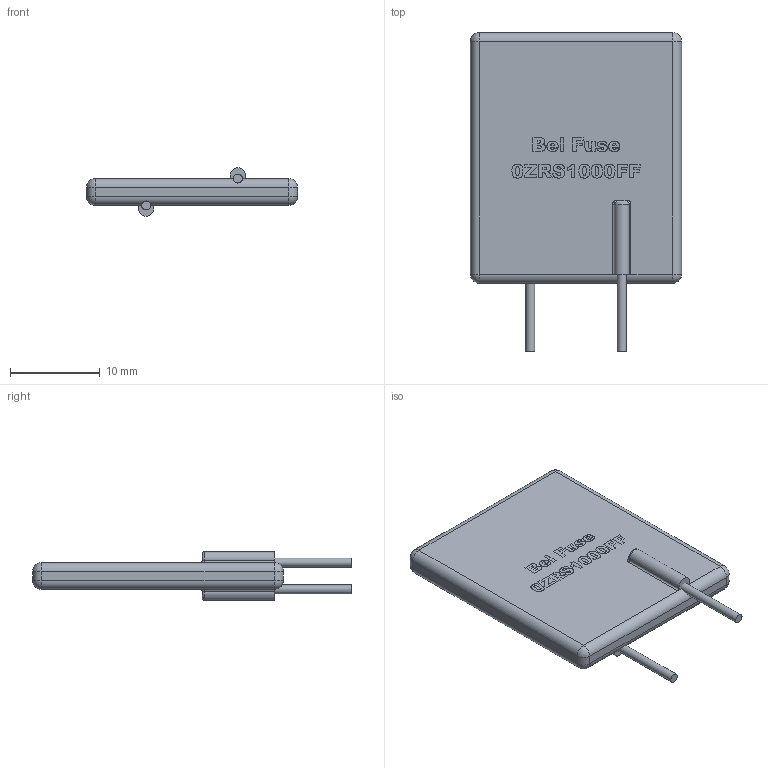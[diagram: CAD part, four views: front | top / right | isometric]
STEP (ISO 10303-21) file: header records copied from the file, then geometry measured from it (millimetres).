
FILE_DESCRIPTION(/* description */ (''),/* implementation_level */ '2;1');
FILE_NAME(/* name */ 'Bel-Fuse-0ZRS1000FF.step',/* time_stamp */ '2021-03-14T15:13:15-06:00',/* author */ (''),/* organization */ (''),/* preprocessor_version */ 'ST-DEVELOPER v18.1',/* originating_system */ 'Autodesk Translation Framework v9.7.0.1280',/* authorisation */ '');
FILE_SCHEMA (('AUTOMOTIVE_DESIGN { 1 0 10303 214 3 1 1 }'));
Length unit declared in the file: millimetre
Products named in the file (1): Bell Fuse 0ZRS1000FF
Bounding box: 23.5 x 35.5 x 5.4 mm (x, y, z)
Volume: 1974.7 mm3; surface area: 1702.6 mm2
Topology: 20 solids, 20 shells, 399 faces, 1041 edges, 682 vertices
Faces by surface type: bspline 230, plane 137, cylinder 22, sphere 8, torus 2
Full cylindrical faces by diameter (mm): 1 x2
Entity records: 14397 total; most frequent: CARTESIAN_POINT 6093, ORIENTED_EDGE 2082, EDGE_CURVE 1041, DIRECTION 967, VERTEX_POINT 682, LINE 535, VECTOR 535, B_SPLINE_CURVE_WITH_KNOTS 460
